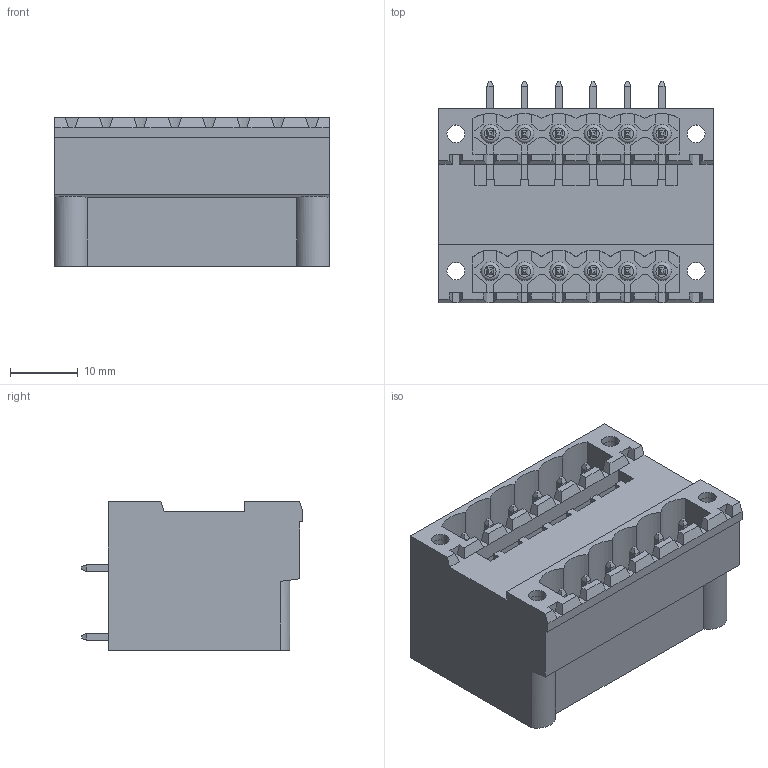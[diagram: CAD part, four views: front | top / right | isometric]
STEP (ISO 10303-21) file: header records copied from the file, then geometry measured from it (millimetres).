
FILE_DESCRIPTION( ( 'Unknown' ), '1' );
FILE_NAME( '691332510012.stp', 'Unknown', ( 'Unknown' ), ( 'Unknown' ), 'PSStep 18.0.17', 'Unknown', ' ' );
FILE_SCHEMA( ( 'AUTOMOTIVE_DESIGN { 1 0 10303 214 1 1 1 1 }' ) );
Length unit declared in the file: millimetre
Products named in the file (6): Assem1; 6913325100xx_PIN; 6913325100xx_PIN LONGUE; 6913325100xx_INSERT; 691332510012; 691332510012_CAPOT
Assembly tree (18 placements, depth 2):
  Assem1
    6913325100xx_PIN  x6
    6913325100xx_PIN LONGUE  x6
    6913325100xx_INSERT  x4
    691332510012
    691332510012_CAPOT
Bounding box: 40.64 x 32.8 x 22 mm (x, y, z)
Volume: 9140.3 mm3; surface area: 17661.9 mm2
Topology: 18 solids, 18 shells, 1024 faces, 2738 edges, 1778 vertices
Faces by surface type: plane 928, cylinder 76, torus 20
Full cylindrical faces by diameter (mm): 1.7 x10, 2.6 x8, 2.75 x12
Entity records: 32632 total; most frequent: CARTESIAN_POINT 4822, ORIENTED_EDGE 4472, DIRECTION 4068, EDGE_CURVE 2236, LINE 2060, VECTOR 2060, VERTEX_POINT 1494, AXIS2_PLACEMENT_3D 1004
